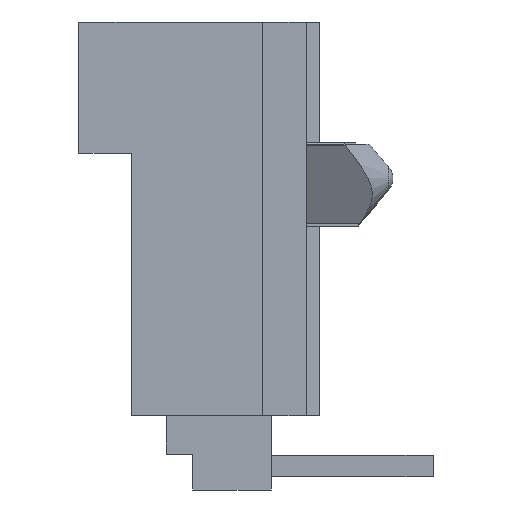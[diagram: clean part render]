
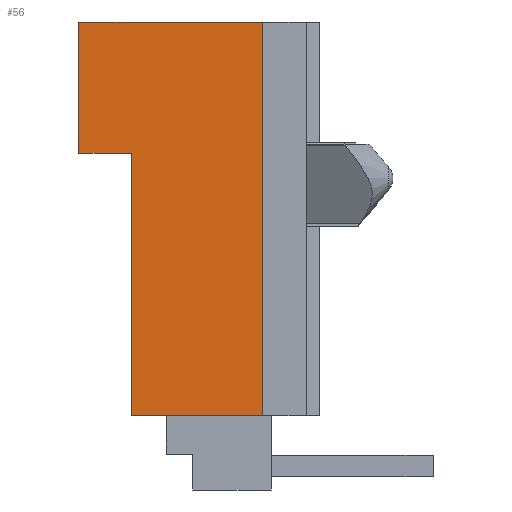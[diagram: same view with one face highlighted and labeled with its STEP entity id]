
A CAD part, left-side view. The second image highlights one B-rep face of the part: STEP entity #56.
In plain terms, the highlighted planar face has unit normal (-1, 0, 0).
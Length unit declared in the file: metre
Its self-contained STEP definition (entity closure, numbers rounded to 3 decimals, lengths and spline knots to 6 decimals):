
#56 = ADVANCED_FACE( '', ( #188 ), #189, .T. );
#188 = FACE_OUTER_BOUND( '', #438, .T. );
#189 = PLANE( '', #439 );
#438 = EDGE_LOOP( '', ( #751, #752, #753, #754, #755, #756 ) );
#439 = AXIS2_PLACEMENT_3D( '', #757, #758, #759 );
#751 = ORIENTED_EDGE( '', *, *, #1762, .F. );
#752 = ORIENTED_EDGE( '', *, *, #1763, .T. );
#753 = ORIENTED_EDGE( '', *, *, #1764, .T. );
#754 = ORIENTED_EDGE( '', *, *, #1765, .T. );
#755 = ORIENTED_EDGE( '', *, *, #1766, .F. );
#756 = ORIENTED_EDGE( '', *, *, #1767, .F. );
#757 = CARTESIAN_POINT( '', ( -0.003556, 0.004064, -0.005715 ) );
#758 = DIRECTION( '', ( -1., 0., 0. ) );
#759 = DIRECTION( '', ( 0., 0., 1. ) );
#1762 = EDGE_CURVE( '', #2152, #2153, #2154, .T. );
#1763 = EDGE_CURVE( '', #2152, #2155, #2156, .T. );
#1764 = EDGE_CURVE( '', #2155, #2157, #2158, .T. );
#1765 = EDGE_CURVE( '', #2157, #2159, #2160, .T. );
#1766 = EDGE_CURVE( '', #2161, #2159, #2162, .T. );
#1767 = EDGE_CURVE( '', #2153, #2161, #2163, .T. );
#2152 = VERTEX_POINT( '', #2782 );
#2153 = VERTEX_POINT( '', #2783 );
#2154 = LINE( '', #2784, #2785 );
#2155 = VERTEX_POINT( '', #2786 );
#2156 = LINE( '', #2787, #2788 );
#2157 = VERTEX_POINT( '', #2789 );
#2158 = LINE( '', #2790, #2791 );
#2159 = VERTEX_POINT( '', #2792 );
#2160 = LINE( '', #2793, #2794 );
#2161 = VERTEX_POINT( '', #2795 );
#2162 = LINE( '', #2796, #2797 );
#2163 = LINE( '', #2798, #2799 );
#2782 = CARTESIAN_POINT( '', ( -0.003556, 0.00254, 0.001905 ) );
#2783 = CARTESIAN_POINT( '', ( -0.003556, 0.004064, 0.001905 ) );
#2784 = CARTESIAN_POINT( '', ( -0.003556, 0.00254, 0.001905 ) );
#2785 = VECTOR( '', #3699, 1. );
#2786 = CARTESIAN_POINT( '', ( -0.003556, 0.00254, -0.005715 ) );
#2787 = CARTESIAN_POINT( '', ( -0.003556, 0.00254, 0.001905 ) );
#2788 = VECTOR( '', #3700, 1. );
#2789 = CARTESIAN_POINT( '', ( -0.003556, -0.00127, -0.005715 ) );
#2790 = CARTESIAN_POINT( '', ( -0.003556, 0.00254, -0.005715 ) );
#2791 = VECTOR( '', #3701, 1. );
#2792 = CARTESIAN_POINT( '', ( -0.003556, -0.00127, 0.005715 ) );
#2793 = CARTESIAN_POINT( '', ( -0.003556, -0.00127, -0.005715 ) );
#2794 = VECTOR( '', #3702, 1. );
#2795 = CARTESIAN_POINT( '', ( -0.003556, 0.004064, 0.005715 ) );
#2796 = CARTESIAN_POINT( '', ( -0.003556, 0.004064, 0.005715 ) );
#2797 = VECTOR( '', #3703, 1. );
#2798 = CARTESIAN_POINT( '', ( -0.003556, 0.004064, 0.001905 ) );
#2799 = VECTOR( '', #3704, 1. );
#3699 = DIRECTION( '', ( 0., 1., 0. ) );
#3700 = DIRECTION( '', ( 0., 0., -1. ) );
#3701 = DIRECTION( '', ( 0., -1., 0. ) );
#3702 = DIRECTION( '', ( 0., 0., 1. ) );
#3703 = DIRECTION( '', ( 0., -1., 0. ) );
#3704 = DIRECTION( '', ( 0., 0., 1. ) );
